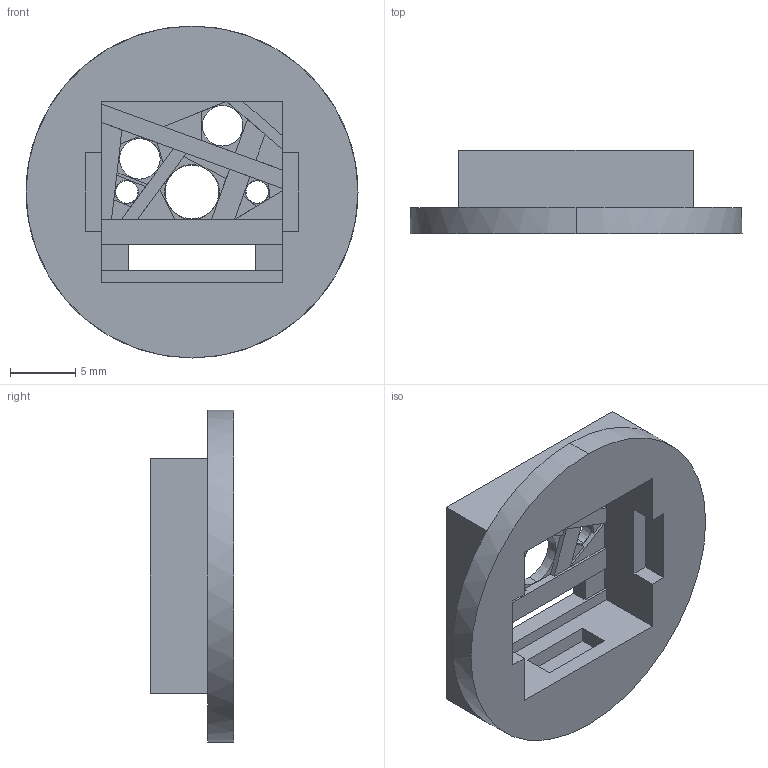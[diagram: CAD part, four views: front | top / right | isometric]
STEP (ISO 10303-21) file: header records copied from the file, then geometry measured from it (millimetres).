
FILE_DESCRIPTION (( 'STEP AP214' ), '1' );
FILE_NAME ('Inverted Switch Socket Test.STEP', '2022-10-16T13:50:07', ( '' ), ( '' ), 'SwSTEP 2.0', 'SolidWorks 2022', '' );
FILE_SCHEMA (( 'AUTOMOTIVE_DESIGN' ));
Length unit declared in the file: millimetre
Products named in the file (1): Inverted Switch Socket Test
Bounding box: 25.46 x 6.4 x 25.46 mm (x, y, z)
Volume: 1316 mm3; surface area: 1826.8 mm2
Topology: 1 solids, 1 shells, 100 faces, 277 edges, 181 vertices
Faces by surface type: plane 88, cone 10, cylinder 2
Entity records: 3199 total; most frequent: CARTESIAN_POINT 559, ORIENTED_EDGE 554, DIRECTION 507, EDGE_CURVE 277, VECTOR 249, LINE 249, VERTEX_POINT 181, AXIS2_PLACEMENT_3D 129
